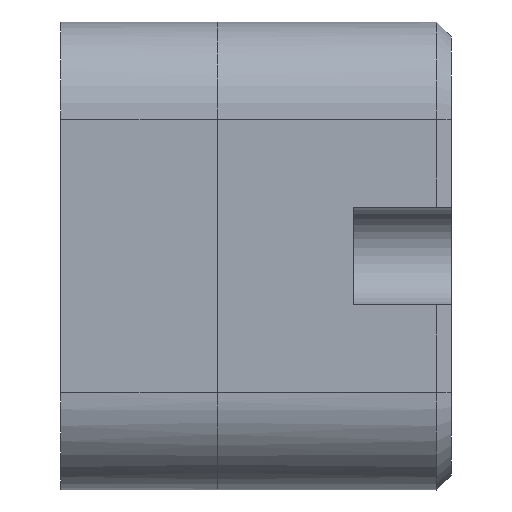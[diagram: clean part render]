
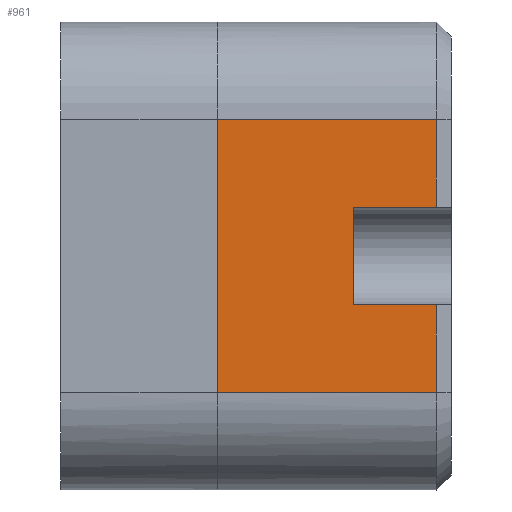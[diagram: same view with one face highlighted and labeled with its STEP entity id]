
A CAD part, left-side view. The second image highlights one B-rep face of the part: STEP entity #961.
In plain terms, the highlighted planar face has unit normal (-1, 0, 0).
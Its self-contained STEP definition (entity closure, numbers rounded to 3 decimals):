
#743 = CARTESIAN_POINT ( 'NONE',  ( -12., 6., 3.5 ) ) ;
#744 = CARTESIAN_POINT ( 'NONE',  ( -11.999, 6., 1.167 ) ) ;
#745 = CARTESIAN_POINT ( 'NONE',  ( -11.999, 6., -1.167 ) ) ;
#746 = CARTESIAN_POINT ( 'NONE',  ( -12., 6., -3.5 ) ) ;
#748 = B_SPLINE_CURVE_WITH_KNOTS ( 'NONE', 3,
 ( #746, #745, #744, #743 ),
 .UNSPECIFIED., .F., .F.,
 ( 4, 4 ),
 ( 0., 1. ),
 .UNSPECIFIED. ) ;
#750 = CARTESIAN_POINT ( 'NONE',  ( -12., 6., 3.5 ) ) ;
#751 = DIRECTION ( 'NONE',  ( 0., 1., 0. ) ) ;
#752 = VECTOR ( 'NONE', #751, 1000. ) ;
#753 = CARTESIAN_POINT ( 'NONE',  ( -12., 6., 3.5 ) ) ;
#758 = LINE ( 'NONE', #753, #752 ) ;
#917 = ORIENTED_EDGE ( 'NONE', *, *, #918, .T. ) ;
#918 = EDGE_CURVE ( 'NONE', #919, #920, #1591, .T. ) ;
#919 = VERTEX_POINT ( 'NONE', #1587 ) ;
#920 = VERTEX_POINT ( 'NONE', #1586 ) ;
#921 = ORIENTED_EDGE ( 'NONE', *, *, #922, .T. ) ;
#922 = EDGE_CURVE ( 'NONE', #920, #923, #1520, .T. ) ;
#923 = VERTEX_POINT ( 'NONE', #1516 ) ;
#924 = ORIENTED_EDGE ( 'NONE', *, *, #925, .F. ) ;
#925 = EDGE_CURVE ( 'NONE', #926, #923, #1515, .T. ) ;
#926 = VERTEX_POINT ( 'NONE', #1511 ) ;
#934 = ORIENTED_EDGE ( 'NONE', *, *, #935, .F. ) ;
#935 = EDGE_CURVE ( 'NONE', #936, #926, #1499, .T. ) ;
#936 = VERTEX_POINT ( 'NONE', #1494 ) ;
#937 = ORIENTED_EDGE ( 'NONE', *, *, #938, .T. ) ;
#938 = EDGE_CURVE ( 'NONE', #936, #939, #1495, .T. ) ;
#939 = VERTEX_POINT ( 'NONE', #1550 ) ;
#940 = ORIENTED_EDGE ( 'NONE', *, *, #941, .T. ) ;
#941 = EDGE_CURVE ( 'NONE', #939, #942, #1549, .T. ) ;
#942 = VERTEX_POINT ( 'NONE', #1545 ) ;
#961 = ADVANCED_FACE ( 'NONE', ( #1448 ), #1162, .F. ) ;
#962 = EDGE_LOOP ( 'NONE', ( #917, #921, #924, #934, #937, #940, #1023, #1026 ) ) ;
#1023 = ORIENTED_EDGE ( 'NONE', *, *, #1024, .T. ) ;
#1024 = EDGE_CURVE ( 'NONE', #942, #1025, #758, .T. ) ;
#1025 = VERTEX_POINT ( 'NONE', #750 ) ;
#1026 = ORIENTED_EDGE ( 'NONE', *, *, #1027, .F. ) ;
#1027 = EDGE_CURVE ( 'NONE', #919, #1025, #748, .T. ) ;
#1162 = PLANE ( 'NONE',  #1387 ) ;
#1387 = AXIS2_PLACEMENT_3D ( 'NONE', #1393, #1392, #1391 ) ;
#1391 = DIRECTION ( 'NONE',  ( 0., 0., -1. ) ) ;
#1392 = DIRECTION ( 'NONE',  ( 1., 0., 0. ) ) ;
#1393 = CARTESIAN_POINT ( 'NONE',  ( -12., 6., 6. ) ) ;
#1448 = FACE_OUTER_BOUND ( 'NONE', #962, .T. ) ;
#1494 = CARTESIAN_POINT ( 'NONE',  ( -12., 2.5, 1.25 ) ) ;
#1495 = LINE ( 'NONE', #1553, #1552 ) ;
#1496 = DIRECTION ( 'NONE',  ( 0., 0., -1. ) ) ;
#1497 = VECTOR ( 'NONE', #1496, 1000. ) ;
#1498 = CARTESIAN_POINT ( 'NONE',  ( -12., 2.5, 1.25 ) ) ;
#1499 = LINE ( 'NONE', #1498, #1497 ) ;
#1511 = CARTESIAN_POINT ( 'NONE',  ( -12., 2.5, -1.25 ) ) ;
#1512 = DIRECTION ( 'NONE',  ( 0., -1., 0. ) ) ;
#1513 = VECTOR ( 'NONE', #1512, 1000. ) ;
#1514 = CARTESIAN_POINT ( 'NONE',  ( -12., 2.5, -1.25 ) ) ;
#1515 = LINE ( 'NONE', #1514, #1513 ) ;
#1516 = CARTESIAN_POINT ( 'NONE',  ( -12., 0.38, -1.25 ) ) ;
#1517 = DIRECTION ( 'NONE',  ( 0., 0., 1. ) ) ;
#1518 = VECTOR ( 'NONE', #1517, 1000. ) ;
#1519 = CARTESIAN_POINT ( 'NONE',  ( -12., 0.38, -1.25 ) ) ;
#1520 = LINE ( 'NONE', #1519, #1518 ) ;
#1545 = CARTESIAN_POINT ( 'NONE',  ( -12., 0.38, 3.5 ) ) ;
#1546 = DIRECTION ( 'NONE',  ( 0., 0., 1. ) ) ;
#1547 = VECTOR ( 'NONE', #1546, 1000. ) ;
#1548 = CARTESIAN_POINT ( 'NONE',  ( -12., 0.38, 3.5 ) ) ;
#1549 = LINE ( 'NONE', #1548, #1547 ) ;
#1550 = CARTESIAN_POINT ( 'NONE',  ( -12., 0.38, 1.25 ) ) ;
#1551 = DIRECTION ( 'NONE',  ( 0., -1., 0. ) ) ;
#1552 = VECTOR ( 'NONE', #1551, 1000. ) ;
#1553 = CARTESIAN_POINT ( 'NONE',  ( -12., 2.5, 1.25 ) ) ;
#1586 = CARTESIAN_POINT ( 'NONE',  ( -12., 0.38, -3.5 ) ) ;
#1587 = CARTESIAN_POINT ( 'NONE',  ( -12., 6., -3.5 ) ) ;
#1588 = DIRECTION ( 'NONE',  ( 0., -1., 0. ) ) ;
#1589 = VECTOR ( 'NONE', #1588, 1000. ) ;
#1590 = CARTESIAN_POINT ( 'NONE',  ( -12., 6., -3.5 ) ) ;
#1591 = LINE ( 'NONE', #1590, #1589 ) ;
